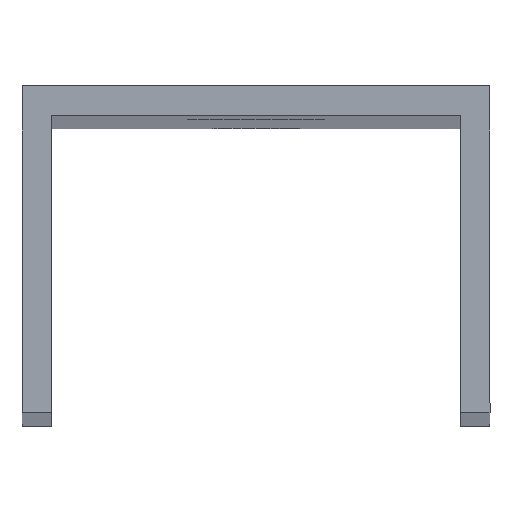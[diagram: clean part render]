
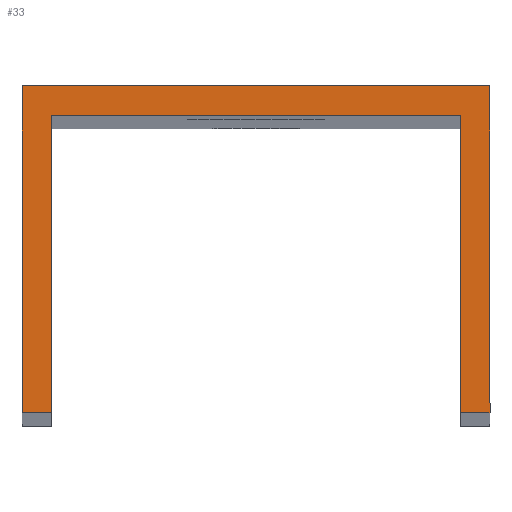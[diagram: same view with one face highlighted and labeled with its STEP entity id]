
A CAD part, top view. The second image highlights one B-rep face of the part: STEP entity #33.
In plain terms, the highlighted planar face has unit normal (0, 0, 1).
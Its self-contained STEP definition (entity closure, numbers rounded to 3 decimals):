
#8 = CARTESIAN_POINT ( 'NONE',  ( 24., 0., 398. ) ) ;
#9 = DIRECTION ( 'NONE',  ( -1., 0., 0. ) ) ;
#19 = VERTEX_POINT ( 'NONE', #355 ) ;
#21 = LINE ( 'NONE', #616, #527 ) ;
#23 = VECTOR ( 'NONE', #286, 1000. ) ;
#26 = EDGE_CURVE ( 'NONE', #551, #588, #428, .T. ) ;
#33 = ADVANCED_FACE ( 'NONE', ( #49 ), #404, .F. ) ;
#44 = CARTESIAN_POINT ( 'NONE',  ( 21., -33.5, 398. ) ) ;
#49 = FACE_OUTER_BOUND ( 'NONE', #338, .T. ) ;
#55 = CARTESIAN_POINT ( 'NONE',  ( -24., 0., 398. ) ) ;
#59 = DIRECTION ( 'NONE',  ( -1., 0., 0. ) ) ;
#72 = ORIENTED_EDGE ( 'NONE', *, *, #26, .F. ) ;
#78 = EDGE_CURVE ( 'NONE', #228, #588, #278, .T. ) ;
#90 = VECTOR ( 'NONE', #482, 1000. ) ;
#120 = CARTESIAN_POINT ( 'NONE',  ( 24., 0., 398. ) ) ;
#156 = LINE ( 'NONE', #587, #481 ) ;
#159 = CARTESIAN_POINT ( 'NONE',  ( -21., -33.5, 398. ) ) ;
#168 = CARTESIAN_POINT ( 'NONE',  ( 21., 0., 398. ) ) ;
#183 = LINE ( 'NONE', #370, #450 ) ;
#214 = CARTESIAN_POINT ( 'NONE',  ( 24., -33.5, 398. ) ) ;
#217 = LINE ( 'NONE', #430, #90 ) ;
#228 = VERTEX_POINT ( 'NONE', #159 ) ;
#232 = VECTOR ( 'NONE', #557, 1000. ) ;
#254 = CARTESIAN_POINT ( 'NONE',  ( 820.006, -3., 398. ) ) ;
#260 = ORIENTED_EDGE ( 'NONE', *, *, #414, .F. ) ;
#268 = DIRECTION ( 'NONE',  ( -1., 0., 0. ) ) ;
#278 = LINE ( 'NONE', #336, #23 ) ;
#286 = DIRECTION ( 'NONE',  ( 0., 1., 0. ) ) ;
#293 = VECTOR ( 'NONE', #59, 1000. ) ;
#325 = VERTEX_POINT ( 'NONE', #406 ) ;
#328 = ORIENTED_EDGE ( 'NONE', *, *, #595, .T. ) ;
#331 = EDGE_CURVE ( 'NONE', #602, #325, #183, .T. ) ;
#336 = CARTESIAN_POINT ( 'NONE',  ( -21., -3., 398. ) ) ;
#338 = EDGE_LOOP ( 'NONE', ( #438, #609, #348, #359, #72, #328, #260, #371 ) ) ;
#348 = ORIENTED_EDGE ( 'NONE', *, *, #590, .T. ) ;
#351 = EDGE_CURVE ( 'NONE', #602, #449, #495, .T. ) ;
#355 = CARTESIAN_POINT ( 'NONE',  ( 24., -33.5, 398. ) ) ;
#359 = ORIENTED_EDGE ( 'NONE', *, *, #78, .T. ) ;
#370 = CARTESIAN_POINT ( 'NONE',  ( -24., -3., 398. ) ) ;
#371 = ORIENTED_EDGE ( 'NONE', *, *, #555, .F. ) ;
#372 = DIRECTION ( 'NONE',  ( 0., -1., 0. ) ) ;
#404 = PLANE ( 'NONE',  #435 ) ;
#406 = CARTESIAN_POINT ( 'NONE',  ( -24., -33.5, 398. ) ) ;
#414 = EDGE_CURVE ( 'NONE', #19, #506, #21, .T. ) ;
#428 = LINE ( 'NONE', #254, #293 ) ;
#430 = CARTESIAN_POINT ( 'NONE',  ( 21., -33.5, 398. ) ) ;
#431 = VECTOR ( 'NONE', #372, 1000. ) ;
#435 = AXIS2_PLACEMENT_3D ( 'NONE', #214, #553, #268 ) ;
#438 = ORIENTED_EDGE ( 'NONE', *, *, #351, .F. ) ;
#449 = VERTEX_POINT ( 'NONE', #8 ) ;
#450 = VECTOR ( 'NONE', #460, 1000. ) ;
#459 = CARTESIAN_POINT ( 'NONE',  ( 21., -3., 398. ) ) ;
#460 = DIRECTION ( 'NONE',  ( 0., -1., 0. ) ) ;
#461 = DIRECTION ( 'NONE',  ( 1., 0., 0. ) ) ;
#481 = VECTOR ( 'NONE', #461, 1000. ) ;
#482 = DIRECTION ( 'NONE',  ( 0., -1., 0. ) ) ;
#495 = LINE ( 'NONE', #168, #232 ) ;
#502 = CARTESIAN_POINT ( 'NONE',  ( -21., -3., 398. ) ) ;
#506 = VERTEX_POINT ( 'NONE', #44 ) ;
#527 = VECTOR ( 'NONE', #9, 1000. ) ;
#551 = VERTEX_POINT ( 'NONE', #459 ) ;
#553 = DIRECTION ( 'NONE',  ( 0., 0., -1. ) ) ;
#554 = LINE ( 'NONE', #120, #431 ) ;
#555 = EDGE_CURVE ( 'NONE', #449, #19, #554, .T. ) ;
#557 = DIRECTION ( 'NONE',  ( 1., 0., 0. ) ) ;
#587 = CARTESIAN_POINT ( 'NONE',  ( -24., -33.5, 398. ) ) ;
#588 = VERTEX_POINT ( 'NONE', #502 ) ;
#590 = EDGE_CURVE ( 'NONE', #325, #228, #156, .T. ) ;
#595 = EDGE_CURVE ( 'NONE', #551, #506, #217, .T. ) ;
#602 = VERTEX_POINT ( 'NONE', #55 ) ;
#609 = ORIENTED_EDGE ( 'NONE', *, *, #331, .T. ) ;
#616 = CARTESIAN_POINT ( 'NONE',  ( 24., -33.5, 398. ) ) ;
